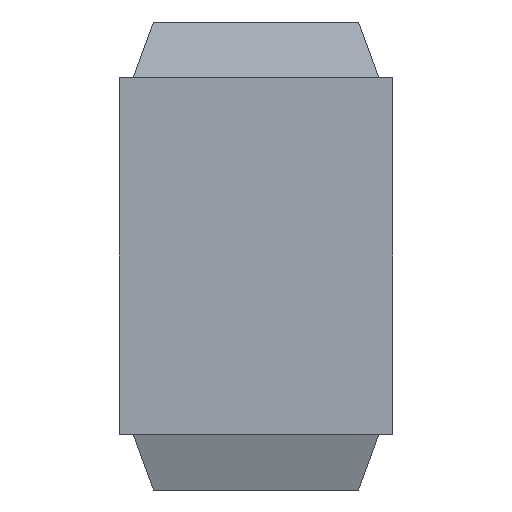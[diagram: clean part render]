
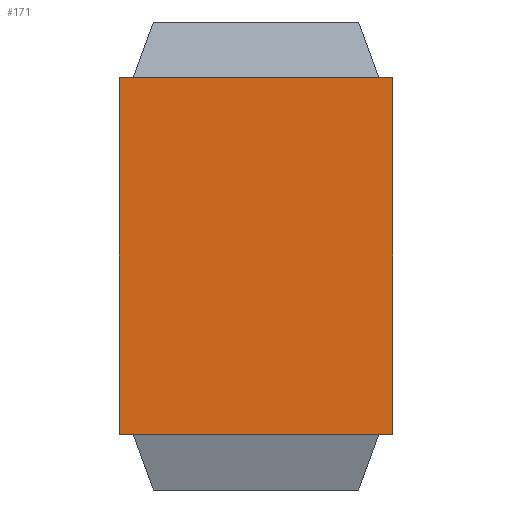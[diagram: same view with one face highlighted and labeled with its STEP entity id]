
A CAD part, left-side view. The second image highlights one B-rep face of the part: STEP entity #171.
In plain terms, the highlighted planar face has unit normal (-1, 0, 0).
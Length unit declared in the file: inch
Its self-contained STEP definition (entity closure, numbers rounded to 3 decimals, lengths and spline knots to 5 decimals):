
#8 = VECTOR ( 'NONE', #228, 39.37008 ) ;
#28 = AXIS2_PLACEMENT_3D ( 'NONE', #354, #452, #99 ) ;
#45 = CARTESIAN_POINT ( 'NONE',  ( -0.49, 0.615, 1.0525 ) ) ;
#69 = ORIENTED_EDGE ( 'NONE', *, *, #293, .F. ) ;
#92 = DIRECTION ( 'NONE',  ( 0., 0., -1. ) ) ;
#95 = DIRECTION ( 'NONE',  ( 0., 1., 0. ) ) ;
#97 = EDGE_CURVE ( 'NONE', #405, #521, #591, .T. ) ;
#99 = DIRECTION ( 'NONE',  ( 0., 0., -1. ) ) ;
#111 = EDGE_CURVE ( 'NONE', #150, #405, #534, .T. ) ;
#150 = VERTEX_POINT ( 'NONE', #484 ) ;
#171 = ADVANCED_FACE ( 'NONE', ( #238 ), #441, .F. ) ;
#181 = EDGE_LOOP ( 'NONE', ( #69, #304, #408, #545 ) ) ;
#185 = VECTOR ( 'NONE', #92, 39.37008 ) ;
#228 = DIRECTION ( 'NONE',  ( 0., -1., 0. ) ) ;
#232 = CARTESIAN_POINT ( 'NONE',  ( -0.49, -0.615, -0.8025 ) ) ;
#238 = FACE_OUTER_BOUND ( 'NONE', #181, .T. ) ;
#293 = EDGE_CURVE ( 'NONE', #150, #390, #365, .T. ) ;
#304 = ORIENTED_EDGE ( 'NONE', *, *, #111, .T. ) ;
#318 = DIRECTION ( 'NONE',  ( 0., 0., -1. ) ) ;
#329 = CARTESIAN_POINT ( 'NONE',  ( -0.49, -0.5525, -0.8025 ) ) ;
#338 = CARTESIAN_POINT ( 'NONE',  ( -0.49, 0.615, -0.8025 ) ) ;
#354 = CARTESIAN_POINT ( 'NONE',  ( -0.49, -0.615, 1.0525 ) ) ;
#365 = LINE ( 'NONE', #557, #420 ) ;
#368 = VECTOR ( 'NONE', #95, 39.37008 ) ;
#386 = EDGE_CURVE ( 'NONE', #521, #390, #636, .T. ) ;
#390 = VERTEX_POINT ( 'NONE', #232 ) ;
#405 = VERTEX_POINT ( 'NONE', #424 ) ;
#408 = ORIENTED_EDGE ( 'NONE', *, *, #97, .T. ) ;
#420 = VECTOR ( 'NONE', #318, 39.37008 ) ;
#424 = CARTESIAN_POINT ( 'NONE',  ( -0.49, 0.615, 0.8025 ) ) ;
#441 = PLANE ( 'NONE',  #28 ) ;
#449 = CARTESIAN_POINT ( 'NONE',  ( -0.49, -0.615, 0.8025 ) ) ;
#452 = DIRECTION ( 'NONE',  ( 1., 0., 0. ) ) ;
#484 = CARTESIAN_POINT ( 'NONE',  ( -0.49, -0.615, 0.8025 ) ) ;
#521 = VERTEX_POINT ( 'NONE', #338 ) ;
#534 = LINE ( 'NONE', #449, #368 ) ;
#545 = ORIENTED_EDGE ( 'NONE', *, *, #386, .T. ) ;
#557 = CARTESIAN_POINT ( 'NONE',  ( -0.49, -0.615, 1.0525 ) ) ;
#591 = LINE ( 'NONE', #45, #185 ) ;
#636 = LINE ( 'NONE', #329, #8 ) ;
